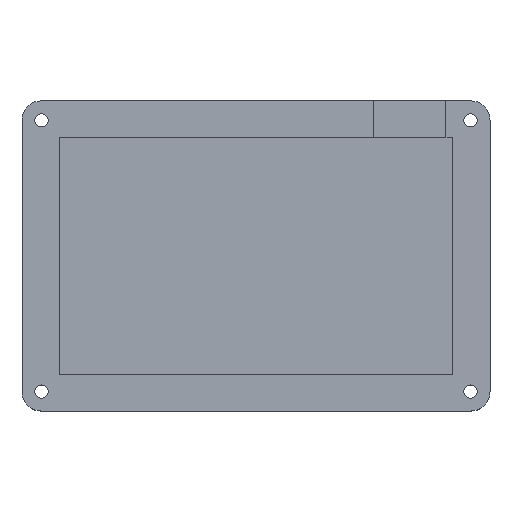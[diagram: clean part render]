
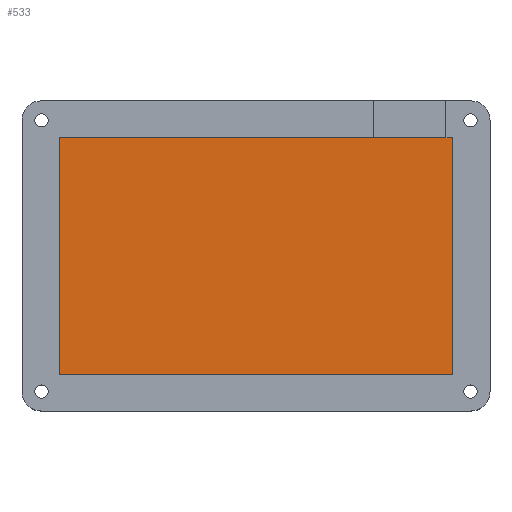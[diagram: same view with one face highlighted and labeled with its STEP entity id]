
A CAD part, top view. The second image highlights one B-rep face of the part: STEP entity #533.
In plain terms, the highlighted planar face has unit normal (0, 0, 1).
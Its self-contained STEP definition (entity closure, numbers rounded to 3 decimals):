
#39=PLANE('',#597);
#65=FACE_OUTER_BOUND('',#99,.T.);
#99=EDGE_LOOP('',(#461,#462,#463,#464));
#150=LINE('',#862,#198);
#152=LINE('',#866,#200);
#154=LINE('',#870,#202);
#160=LINE('',#897,#208);
#198=VECTOR('',#696,10.);
#200=VECTOR('',#700,10.);
#202=VECTOR('',#704,10.);
#208=VECTOR('',#736,10.);
#269=VERTEX_POINT('',#859);
#270=VERTEX_POINT('',#861);
#271=VERTEX_POINT('',#865);
#272=VERTEX_POINT('',#869);
#330=EDGE_CURVE('',#270,#269,#150,.T.);
#332=EDGE_CURVE('',#271,#270,#152,.T.);
#334=EDGE_CURVE('',#272,#271,#154,.T.);
#348=EDGE_CURVE('',#269,#272,#160,.T.);
#461=ORIENTED_EDGE('',*,*,#334,.T.);
#462=ORIENTED_EDGE('',*,*,#332,.T.);
#463=ORIENTED_EDGE('',*,*,#330,.T.);
#464=ORIENTED_EDGE('',*,*,#348,.T.);
#533=ADVANCED_FACE('',(#65),#39,.T.);
#597=AXIS2_PLACEMENT_3D('',#898,#737,#738);
#696=DIRECTION('',(-1.,0.,0.));
#700=DIRECTION('',(0.,1.,0.));
#704=DIRECTION('',(1.,0.,0.));
#736=DIRECTION('',(0.,-1.,0.));
#737=DIRECTION('center_axis',(0.,0.,1.));
#738=DIRECTION('ref_axis',(1.,0.,0.));
#859=CARTESIAN_POINT('',(-49.042,12.879,3.1));
#861=CARTESIAN_POINT('',(51.921,12.879,3.1));
#862=CARTESIAN_POINT('',(-49.042,12.879,3.1));
#865=CARTESIAN_POINT('',(51.921,-47.651,3.1));
#866=CARTESIAN_POINT('',(51.921,12.879,3.1));
#869=CARTESIAN_POINT('',(-49.042,-47.651,3.1));
#870=CARTESIAN_POINT('',(51.921,-47.651,3.1));
#897=CARTESIAN_POINT('',(-49.042,-47.651,3.1));
#898=CARTESIAN_POINT('Origin',(1.44,-17.386,3.1));
